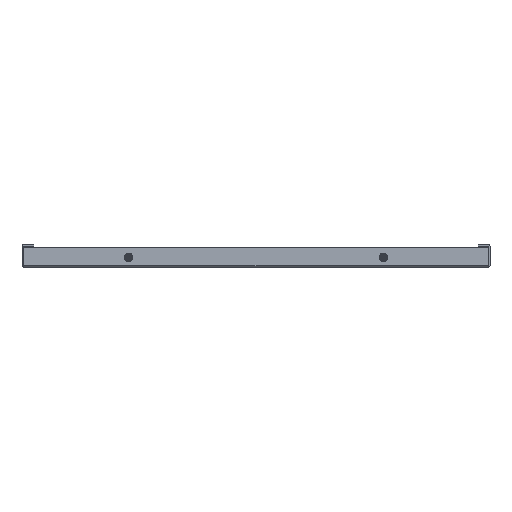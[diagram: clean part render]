
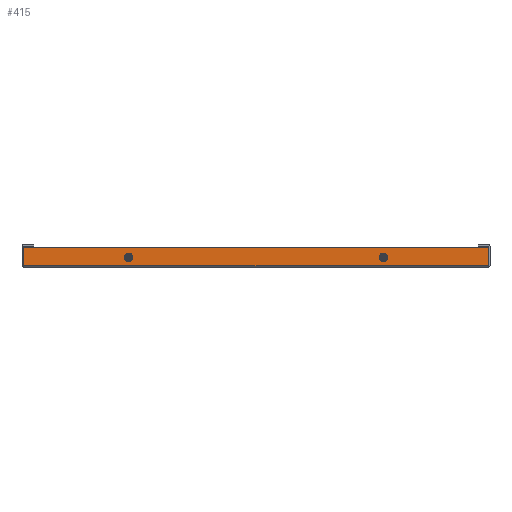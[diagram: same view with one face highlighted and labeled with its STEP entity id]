
A CAD part, front view. The second image highlights one B-rep face of the part: STEP entity #415.
In plain terms, the highlighted planar face has unit normal (0, -1, 0).
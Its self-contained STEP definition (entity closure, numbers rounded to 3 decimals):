
#415 = ADVANCED_FACE ( 'NONE', ( #22002, #21996, #21994 ), #4888, .F. ) ;
#4881 = DIRECTION ( 'NONE',  ( 0., 0., 1. ) ) ;
#4883 = DIRECTION ( 'NONE',  ( 0., 1., 0. ) ) ;
#4888 = PLANE ( 'NONE',  #17302 ) ;
#4890 = CARTESIAN_POINT ( 'NONE',  ( -221.5, -1080.5, 18.5 ) ) ;
#5735 = CARTESIAN_POINT ( 'NONE',  ( 121.4, -1080.5, 5.5 ) ) ;
#5890 = CARTESIAN_POINT ( 'NONE',  ( -121.4, -1080.5, 13.5 ) ) ;
#6189 = CARTESIAN_POINT ( 'NONE',  ( 221.4, -1080.5, 18.5 ) ) ;
#6199 = CARTESIAN_POINT ( 'NONE',  ( 221.4, -1080.5, 1.51 ) ) ;
#6286 = CARTESIAN_POINT ( 'NONE',  ( -221.4, -1080.5, 1.51 ) ) ;
#6287 = CARTESIAN_POINT ( 'NONE',  ( -221.4, -1080.5, 18.5 ) ) ;
#6393 = DIRECTION ( 'NONE',  ( 0., 0., -1. ) ) ;
#6394 = DIRECTION ( 'NONE',  ( 0., 1., 0. ) ) ;
#6396 = CARTESIAN_POINT ( 'NONE',  ( 121.4, -1080.5, 9.5 ) ) ;
#6398 = DIRECTION ( 'NONE',  ( -1., 0., 0. ) ) ;
#6399 = CARTESIAN_POINT ( 'NONE',  ( -221.5, -1080.5, 1.51 ) ) ;
#6401 = DIRECTION ( 'NONE',  ( 0., 0., 1. ) ) ;
#6402 = DIRECTION ( 'NONE',  ( -1., 0., 0. ) ) ;
#6403 = CARTESIAN_POINT ( 'NONE',  ( -221.5, -1080.5, 18.5 ) ) ;
#6404 = DIRECTION ( 'NONE',  ( 0., 0., -1. ) ) ;
#6405 = DIRECTION ( 'NONE',  ( 0., -1., 0. ) ) ;
#6408 = CARTESIAN_POINT ( 'NONE',  ( 221.4, -1080.5, 1.51 ) ) ;
#6410 = DIRECTION ( 'NONE',  ( 0., 0., 1. ) ) ;
#6411 = CARTESIAN_POINT ( 'NONE',  ( -121.4, -1080.5, 9.5 ) ) ;
#6413 = CARTESIAN_POINT ( 'NONE',  ( -221.4, -1080.5, 1.51 ) ) ;
#6686 = CARTESIAN_POINT ( 'NONE',  ( -121.4, -1080.5, 5.5 ) ) ;
#6745 = DIRECTION ( 'NONE',  ( 0., 0., -1. ) ) ;
#6746 = DIRECTION ( 'NONE',  ( 0., -1., 0. ) ) ;
#6748 = CARTESIAN_POINT ( 'NONE',  ( -121.4, -1080.5, 9.5 ) ) ;
#6780 = DIRECTION ( 'NONE',  ( 0., 0., -1. ) ) ;
#6782 = DIRECTION ( 'NONE',  ( 0., 1., 0. ) ) ;
#6784 = CARTESIAN_POINT ( 'NONE',  ( 121.4, -1080.5, 9.5 ) ) ;
#6812 = CARTESIAN_POINT ( 'NONE',  ( 121.4, -1080.5, 13.5 ) ) ;
#12175 = AXIS2_PLACEMENT_3D ( 'NONE', #6396, #6394, #6393 ) ;
#12180 = AXIS2_PLACEMENT_3D ( 'NONE', #6411, #6405, #6404 ) ;
#12258 = AXIS2_PLACEMENT_3D ( 'NONE', #6748, #6746, #6745 ) ;
#12277 = AXIS2_PLACEMENT_3D ( 'NONE', #6784, #6782, #6780 ) ;
#16683 = VECTOR ( 'NONE', #6402, 1000. ) ;
#16811 = CIRCLE ( 'NONE', #12258, 4. ) ;
#16824 = CIRCLE ( 'NONE', #12277, 4. ) ;
#16971 = VECTOR ( 'NONE', #6401, 1000. ) ;
#16987 = CIRCLE ( 'NONE', #12180, 4. ) ;
#16988 = LINE ( 'NONE', #6408, #16971 ) ;
#16990 = VECTOR ( 'NONE', #6410, 1000. ) ;
#17004 = CIRCLE ( 'NONE', #12175, 4. ) ;
#17019 = LINE ( 'NONE', #6413, #16990 ) ;
#17026 = LINE ( 'NONE', #6403, #16683 ) ;
#17029 = LINE ( 'NONE', #6399, #17059 ) ;
#17059 = VECTOR ( 'NONE', #6398, 1000. ) ;
#17302 = AXIS2_PLACEMENT_3D ( 'NONE', #4890, #4883, #4881 ) ;
#18719 = VERTEX_POINT ( 'NONE', #5890 ) ;
#18740 = VERTEX_POINT ( 'NONE', #5735 ) ;
#18765 = VERTEX_POINT ( 'NONE', #6812 ) ;
#18813 = VERTEX_POINT ( 'NONE', #6199 ) ;
#18814 = VERTEX_POINT ( 'NONE', #6189 ) ;
#18821 = VERTEX_POINT ( 'NONE', #6287 ) ;
#18822 = VERTEX_POINT ( 'NONE', #6286 ) ;
#18891 = VERTEX_POINT ( 'NONE', #6686 ) ;
#19430 = EDGE_CURVE ( 'NONE', #18740, #18765, #16824, .T. ) ;
#19438 = EDGE_CURVE ( 'NONE', #18719, #18891, #16811, .T. ) ;
#19563 = EDGE_CURVE ( 'NONE', #18822, #18821, #17019, .T. ) ;
#19566 = EDGE_CURVE ( 'NONE', #18891, #18719, #16987, .T. ) ;
#19567 = EDGE_CURVE ( 'NONE', #18814, #18821, #17026, .T. ) ;
#19568 = EDGE_CURVE ( 'NONE', #18813, #18814, #16988, .T. ) ;
#19569 = EDGE_CURVE ( 'NONE', #18813, #18822, #17029, .T. ) ;
#19571 = EDGE_CURVE ( 'NONE', #18765, #18740, #17004, .T. ) ;
#21994 = FACE_BOUND ( 'NONE', #23842, .T. ) ;
#21996 = FACE_BOUND ( 'NONE', #23840, .T. ) ;
#22002 = FACE_OUTER_BOUND ( 'NONE', #23835, .T. ) ;
#23835 = EDGE_LOOP ( 'NONE', ( #25050, #25051, #25052, #25053 ) ) ;
#23840 = EDGE_LOOP ( 'NONE', ( #25054, #25055 ) ) ;
#23842 = EDGE_LOOP ( 'NONE', ( #25056, #25057 ) ) ;
#25050 = ORIENTED_EDGE ( 'NONE', *, *, #19568, .T. ) ;
#25051 = ORIENTED_EDGE ( 'NONE', *, *, #19567, .T. ) ;
#25052 = ORIENTED_EDGE ( 'NONE', *, *, #19563, .F. ) ;
#25053 = ORIENTED_EDGE ( 'NONE', *, *, #19569, .F. ) ;
#25054 = ORIENTED_EDGE ( 'NONE', *, *, #19566, .F. ) ;
#25055 = ORIENTED_EDGE ( 'NONE', *, *, #19438, .F. ) ;
#25056 = ORIENTED_EDGE ( 'NONE', *, *, #19430, .T. ) ;
#25057 = ORIENTED_EDGE ( 'NONE', *, *, #19571, .T. ) ;
